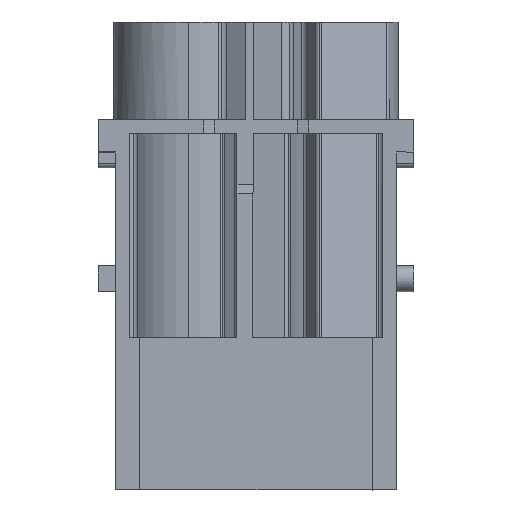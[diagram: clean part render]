
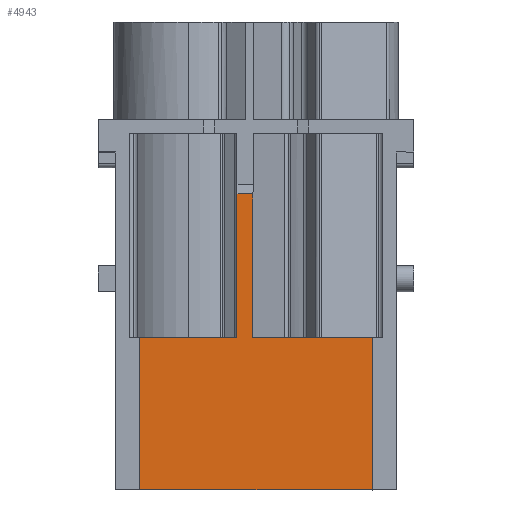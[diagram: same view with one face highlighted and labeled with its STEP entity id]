
A CAD part, left-side view. The second image highlights one B-rep face of the part: STEP entity #4943.
In plain terms, the highlighted planar face has unit normal (-1, 0, 0).
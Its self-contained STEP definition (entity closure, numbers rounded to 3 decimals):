
#4891=AXIS2_PLACEMENT_3D('Plane Axis2P3D',#4888,#4889,#4890) ;
#1674=CARTESIAN_POINT('Vertex',(0.02,4.5,0.)) ;
#1677=CARTESIAN_POINT('Line Origine',(0.02,17.,0.)) ;
#1681=CARTESIAN_POINT('Vertex',(0.02,29.5,0.)) ;
#4873=CARTESIAN_POINT('Vertex',(0.02,4.5,16.4)) ;
#4876=CARTESIAN_POINT('Line Origine',(0.02,4.5,8.2)) ;
#4888=CARTESIAN_POINT('Axis2P3D Location',(0.02,17.,36.25)) ;
#4893=CARTESIAN_POINT('Line Origine',(0.02,10.923,16.4)) ;
#4897=CARTESIAN_POINT('Vertex',(0.02,17.346,16.4)) ;
#4900=CARTESIAN_POINT('Line Origine',(0.02,17.346,24.14)) ;
#4904=CARTESIAN_POINT('Vertex',(0.02,17.346,31.879)) ;
#4907=CARTESIAN_POINT('Line Origine',(0.02,18.198,31.879)) ;
#4911=CARTESIAN_POINT('Vertex',(0.02,19.05,31.879)) ;
#4914=CARTESIAN_POINT('Line Origine',(0.02,19.05,24.14)) ;
#4918=CARTESIAN_POINT('Vertex',(0.02,19.05,16.4)) ;
#4921=CARTESIAN_POINT('Line Origine',(0.02,24.275,16.4)) ;
#4925=CARTESIAN_POINT('Vertex',(0.02,29.5,16.4)) ;
#4928=CARTESIAN_POINT('Line Origine',(0.02,29.5,8.2)) ;
#1678=DIRECTION('Vector Direction',(0.,1.,0.)) ;
#4877=DIRECTION('Vector Direction',(0.,0.,1.)) ;
#4889=DIRECTION('Axis2P3D Direction',(-1.,-0.,-0.)) ;
#4890=DIRECTION('Axis2P3D XDirection',(0.,0.,-1.)) ;
#4894=DIRECTION('Vector Direction',(0.,1.,0.)) ;
#4901=DIRECTION('Vector Direction',(0.,0.,1.)) ;
#4908=DIRECTION('Vector Direction',(0.,1.,0.)) ;
#4915=DIRECTION('Vector Direction',(0.,0.,-1.)) ;
#4922=DIRECTION('Vector Direction',(0.,1.,0.)) ;
#4929=DIRECTION('Vector Direction',(0.,0.,-1.)) ;
#1679=VECTOR('Line Direction',#1678,1.) ;
#4878=VECTOR('Line Direction',#4877,1.) ;
#4895=VECTOR('Line Direction',#4894,1.) ;
#4902=VECTOR('Line Direction',#4901,1.) ;
#4909=VECTOR('Line Direction',#4908,1.) ;
#4916=VECTOR('Line Direction',#4915,1.) ;
#4923=VECTOR('Line Direction',#4922,1.) ;
#4930=VECTOR('Line Direction',#4929,1.) ;
#4934=ORIENTED_EDGE('',*,*,#1683,.F.) ;
#4935=ORIENTED_EDGE('',*,*,#4880,.T.) ;
#4936=ORIENTED_EDGE('',*,*,#4899,.T.) ;
#4937=ORIENTED_EDGE('',*,*,#4906,.T.) ;
#4938=ORIENTED_EDGE('',*,*,#4913,.T.) ;
#4939=ORIENTED_EDGE('',*,*,#4920,.T.) ;
#4940=ORIENTED_EDGE('',*,*,#4927,.T.) ;
#4941=ORIENTED_EDGE('',*,*,#4932,.T.) ;
#4943=ADVANCED_FACE('HP-100-M',(#4942),#4892,.T.) ;
#1683=EDGE_CURVE('',#1675,#1682,#1680,.T.) ;
#4880=EDGE_CURVE('',#1675,#4874,#4879,.T.) ;
#4899=EDGE_CURVE('',#4874,#4898,#4896,.T.) ;
#4906=EDGE_CURVE('',#4898,#4905,#4903,.T.) ;
#4913=EDGE_CURVE('',#4905,#4912,#4910,.T.) ;
#4920=EDGE_CURVE('',#4912,#4919,#4917,.T.) ;
#4927=EDGE_CURVE('',#4919,#4926,#4924,.T.) ;
#4932=EDGE_CURVE('',#4926,#1682,#4931,.T.) ;
#4933=EDGE_LOOP('',(#4934,#4935,#4936,#4937,#4938,#4939,#4940,#4941)) ;
#4942=FACE_OUTER_BOUND('',#4933,.T.) ;
#1680=LINE('Line',#1677,#1679) ;
#4879=LINE('Line',#4876,#4878) ;
#4896=LINE('Line',#4893,#4895) ;
#4903=LINE('Line',#4900,#4902) ;
#4910=LINE('Line',#4907,#4909) ;
#4917=LINE('Line',#4914,#4916) ;
#4924=LINE('Line',#4921,#4923) ;
#4931=LINE('Line',#4928,#4930) ;
#4892=PLANE('',#4891) ;
#1675=VERTEX_POINT('',#1674) ;
#1682=VERTEX_POINT('',#1681) ;
#4874=VERTEX_POINT('',#4873) ;
#4898=VERTEX_POINT('',#4897) ;
#4905=VERTEX_POINT('',#4904) ;
#4912=VERTEX_POINT('',#4911) ;
#4919=VERTEX_POINT('',#4918) ;
#4926=VERTEX_POINT('',#4925) ;
